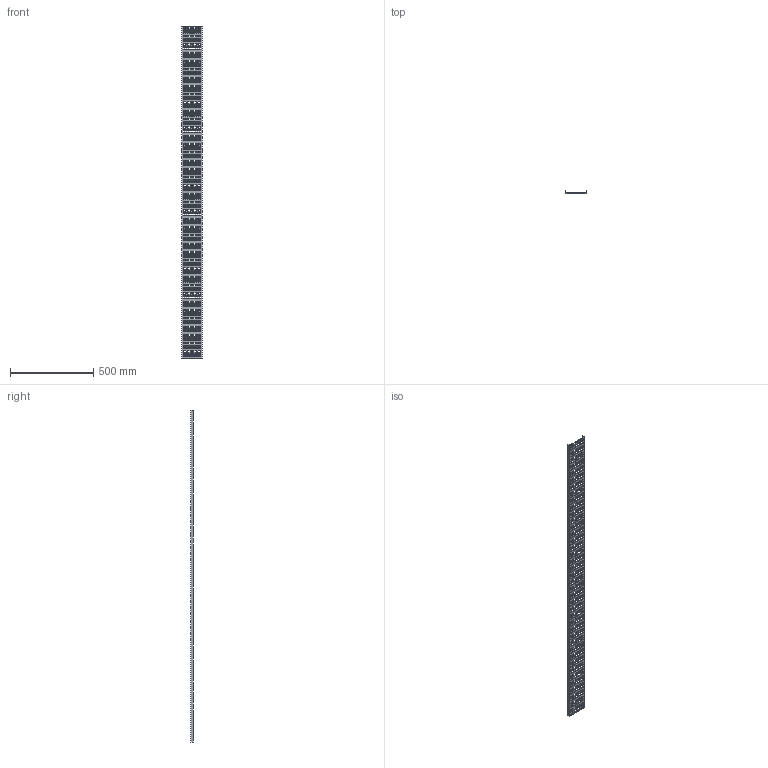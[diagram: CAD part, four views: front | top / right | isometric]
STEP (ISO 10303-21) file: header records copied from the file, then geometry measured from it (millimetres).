
FILE_DESCRIPTION (( 'STEP AP214' ), '1' );
FILE_NAME ('6046375.stp', '2017-03-28T11:15:57', ( '' ), ( '' ), 'SwSTEP 2.0', 'SolidWorks 2016', '' );
FILE_SCHEMA (( 'AUTOMOTIVE_DESIGN' ));
Length unit declared in the file: millimetre
Products named in the file (1): 6046375
Bounding box: 125 x 15 x 2000 mm (x, y, z)
Volume: 295160.8 mm3; surface area: 509932.4 mm2
Topology: 1 solids, 1 shells, 2538 faces, 7608 edges, 5072 vertices
Faces by surface type: cylinder 1480, plane 1058
Entity records: 88946 total; most frequent: DIRECTION 15646, CARTESIAN_POINT 15219, ORIENTED_EDGE 15216, EDGE_CURVE 7608, AXIS2_PLACEMENT_3D 5499, VERTEX_POINT 5072, VECTOR 4648, LINE 4648
